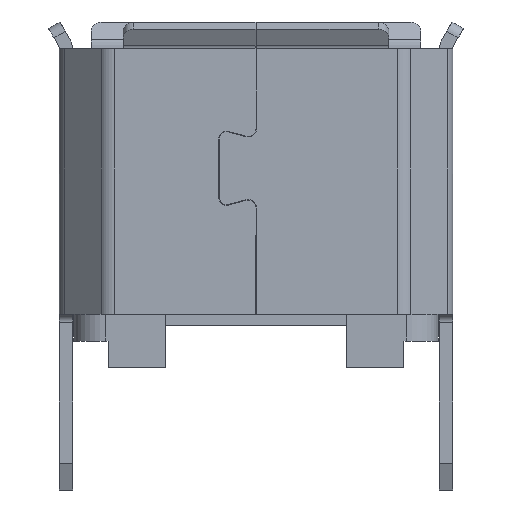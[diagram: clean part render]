
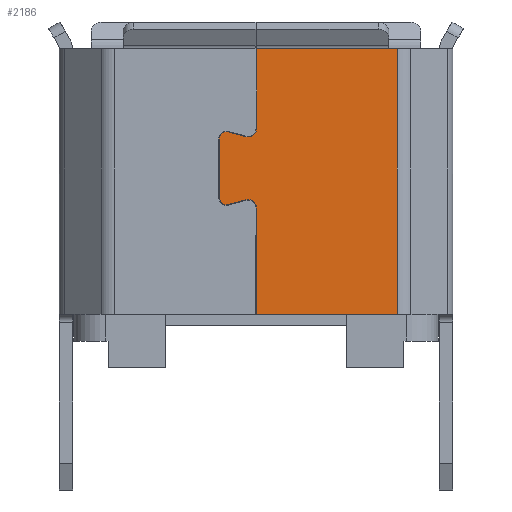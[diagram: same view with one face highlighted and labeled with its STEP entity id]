
A CAD part, front view. The second image highlights one B-rep face of the part: STEP entity #2186.
In plain terms, the highlighted planar face has unit normal (0, -1, 0).
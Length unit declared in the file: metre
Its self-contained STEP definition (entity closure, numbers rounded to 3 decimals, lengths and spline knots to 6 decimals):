
#2186 = ADVANCED_FACE( '', ( #5961 ), #5962, .T. );
#2362 = EDGE_CURVE( '', #6253, #6254, #6255, .T. );
#2836 = EDGE_CURVE( '', #5523, #6985, #6986, .T. );
#2906 = EDGE_CURVE( '', #7086, #7087, #7088, .T. );
#3642 = EDGE_CURVE( '', #8085, #7087, #8086, .T. );
#3818 = EDGE_CURVE( '', #8308, #8309, #8310, .T. );
#3842 = EDGE_CURVE( '', #8338, #5523, #8339, .T. );
#4040 = EDGE_CURVE( '', #8309, #8085, #8582, .T. );
#4564 = EDGE_CURVE( '', #7086, #9218, #9219, .T. );
#4770 = EDGE_CURVE( '', #6254, #8338, #9445, .T. );
#4780 = EDGE_CURVE( '', #9090, #6253, #9455, .T. );
#4978 = EDGE_CURVE( '', #6985, #8308, #9676, .T. );
#4984 = EDGE_CURVE( '', #9218, #9176, #9683, .T. );
#5112 = EDGE_CURVE( '', #9176, #9090, #9827, .T. );
#5523 = VERTEX_POINT( '', #10375 );
#5961 = FACE_OUTER_BOUND( '', #10984, .T. );
#5962 = PLANE( '', #10985 );
#6253 = VERTEX_POINT( '', #11396 );
#6254 = VERTEX_POINT( '', #11397 );
#6255 = CIRCLE( '', #11398, 0.00014 );
#6985 = VERTEX_POINT( '', #12461 );
#6986 = LINE( '', #12462, #12463 );
#7086 = VERTEX_POINT( '', #12608 );
#7087 = VERTEX_POINT( '', #12609 );
#7088 = LINE( '', #12610, #12611 );
#8085 = VERTEX_POINT( '', #14156 );
#8086 = LINE( '', #14157, #14158 );
#8308 = VERTEX_POINT( '', #14494 );
#8309 = VERTEX_POINT( '', #14495 );
#8310 = LINE( '', #14496, #14497 );
#8338 = VERTEX_POINT( '', #14539 );
#8339 = CIRCLE( '', #14540, 0.00014 );
#8582 = LINE( '', #14942, #14943 );
#9090 = VERTEX_POINT( '', #15725 );
#9176 = VERTEX_POINT( '', #15860 );
#9218 = VERTEX_POINT( '', #15917 );
#9219 = LINE( '', #15918, #15919 );
#9445 = LINE( '', #16314, #16315 );
#9455 = LINE( '', #16334, #16335 );
#9676 = CIRCLE( '', #16718, 0.00016 );
#9683 = LINE( '', #16728, #16729 );
#9827 = CIRCLE( '', #16964, 0.00016 );
#10375 = CARTESIAN_POINT( '', ( -0.000521, -0.001135, 0.004432 ) );
#10984 = EDGE_LOOP( '', ( #17884, #17885, #17886, #17887, #17888, #17889, #17890, #17891, #17892, #17893, #17894, #17895, #17896 ) );
#10985 = AXIS2_PLACEMENT_3D( '', #17897, #17898, #17899 );
#11396 = CARTESIAN_POINT( '', ( -0.000521, -0.001135, 0.003068 ) );
#11397 = CARTESIAN_POINT( '', ( -0.000697, -0.001135, 0.003204 ) );
#11398 = AXIS2_PLACEMENT_3D( '', #18232, #18233, #18234 );
#12461 = CARTESIAN_POINT( '', ( -0.000198, -0.001135, 0.004346 ) );
#12462 = CARTESIAN_POINT( '', ( -0.000541, -0.001135, 0.004437 ) );
#12463 = VECTOR( '', #19005, 1. );
#12608 = CARTESIAN_POINT( '', ( 0.002651, -0.001135, 0.001 ) );
#12609 = CARTESIAN_POINT( '', ( 0.002651, -0.001135, 0.006 ) );
#12610 = CARTESIAN_POINT( '', ( 0.002651, -0.001135, 0.0035 ) );
#12611 = VECTOR( '', #19120, 1. );
#14156 = CARTESIAN_POINT( '', ( 0.002493, -0.001135, 0.006 ) );
#14157 = CARTESIAN_POINT( '', ( -0.000007, -0.001135, 0.006 ) );
#14158 = VECTOR( '', #20381, 1. );
#14494 = CARTESIAN_POINT( '', ( 0.000003, -0.001135, 0.0045 ) );
#14495 = CARTESIAN_POINT( '', ( 0.000003, -0.001135, 0.006 ) );
#14496 = CARTESIAN_POINT( '', ( 0.000003, -0.001135, 0.0035 ) );
#14497 = VECTOR( '', #20690, 1. );
#14539 = CARTESIAN_POINT( '', ( -0.000697, -0.001135, 0.004297 ) );
#14540 = AXIS2_PLACEMENT_3D( '', #20735, #20736, #20737 );
#14942 = CARTESIAN_POINT( '', ( -0.000007, -0.001135, 0.006 ) );
#14943 = VECTOR( '', #21029, 1. );
#15725 = CARTESIAN_POINT( '', ( -0.000198, -0.001135, 0.003155 ) );
#15860 = CARTESIAN_POINT( '', ( 0.000003, -0.001135, 0.003 ) );
#15917 = CARTESIAN_POINT( '', ( 0.000003, -0.001135, 0.001 ) );
#15918 = CARTESIAN_POINT( '', ( -0.000007, -0.001135, 0.001 ) );
#15919 = VECTOR( '', #22090, 1. );
#16314 = CARTESIAN_POINT( '', ( -0.000697, -0.001135, 0.0035 ) );
#16315 = VECTOR( '', #22372, 1. );
#16334 = CARTESIAN_POINT( '', ( -0.000178, -0.001135, 0.00316 ) );
#16335 = VECTOR( '', #22377, 1. );
#16718 = AXIS2_PLACEMENT_3D( '', #22680, #22681, #22682 );
#16728 = CARTESIAN_POINT( '', ( 0.000003, -0.001135, 0.0035 ) );
#16729 = VECTOR( '', #22692, 1. );
#16964 = AXIS2_PLACEMENT_3D( '', #22891, #22892, #22893 );
#17884 = ORIENTED_EDGE( '', *, *, #2906, .T. );
#17885 = ORIENTED_EDGE( '', *, *, #3642, .F. );
#17886 = ORIENTED_EDGE( '', *, *, #4040, .F. );
#17887 = ORIENTED_EDGE( '', *, *, #3818, .F. );
#17888 = ORIENTED_EDGE( '', *, *, #4978, .F. );
#17889 = ORIENTED_EDGE( '', *, *, #2836, .F. );
#17890 = ORIENTED_EDGE( '', *, *, #3842, .F. );
#17891 = ORIENTED_EDGE( '', *, *, #4770, .F. );
#17892 = ORIENTED_EDGE( '', *, *, #2362, .F. );
#17893 = ORIENTED_EDGE( '', *, *, #4780, .F. );
#17894 = ORIENTED_EDGE( '', *, *, #5112, .F. );
#17895 = ORIENTED_EDGE( '', *, *, #4984, .F. );
#17896 = ORIENTED_EDGE( '', *, *, #4564, .F. );
#17897 = CARTESIAN_POINT( '', ( -0.002771, -0.001135, 0.0009 ) );
#17898 = DIRECTION( '', ( 0., -1., 0. ) );
#17899 = DIRECTION( '', ( -1., 0., 0. ) );
#18232 = CARTESIAN_POINT( '', ( -0.000557, -0.001135, 0.003204 ) );
#18233 = DIRECTION( '', ( 0., 1., 0. ) );
#18234 = DIRECTION( '', ( -1., 0., 0. ) );
#19005 = DIRECTION( '', ( 0.966, 0., -0.259 ) );
#19120 = DIRECTION( '', ( 0., 0., 1. ) );
#20381 = DIRECTION( '', ( 1., 0., 0. ) );
#20690 = DIRECTION( '', ( 0., 0., 1. ) );
#20735 = CARTESIAN_POINT( '', ( -0.000557, -0.001135, 0.004297 ) );
#20736 = DIRECTION( '', ( 0., 1., 0. ) );
#20737 = DIRECTION( '', ( -1., 0., 0. ) );
#21029 = DIRECTION( '', ( 1., 0., 0. ) );
#22090 = DIRECTION( '', ( -1., 0., 0. ) );
#22372 = DIRECTION( '', ( 0., 0., 1. ) );
#22377 = DIRECTION( '', ( -0.966, 0., -0.259 ) );
#22680 = CARTESIAN_POINT( '', ( -0.000157, -0.001135, 0.0045 ) );
#22681 = DIRECTION( '', ( 0., -1., 0. ) );
#22682 = DIRECTION( '', ( -1., 0., 0. ) );
#22692 = DIRECTION( '', ( 0., 0., 1. ) );
#22891 = CARTESIAN_POINT( '', ( -0.000157, -0.001135, 0.003 ) );
#22892 = DIRECTION( '', ( 0., -1., 0. ) );
#22893 = DIRECTION( '', ( -1., 0., 0. ) );
